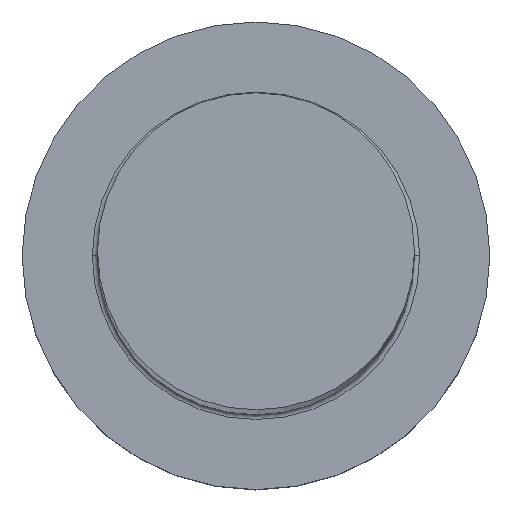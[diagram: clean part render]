
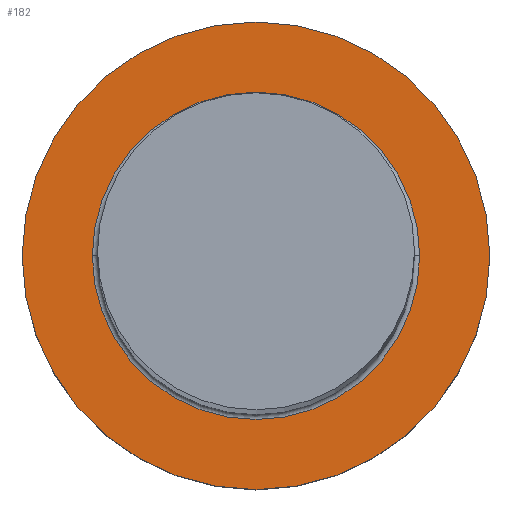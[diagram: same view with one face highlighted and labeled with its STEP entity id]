
A CAD part, top view. The second image highlights one B-rep face of the part: STEP entity #182.
In plain terms, the highlighted planar face has unit normal (0, 0, 1).
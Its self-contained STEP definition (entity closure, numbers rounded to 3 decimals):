
#9 = AXIS2_PLACEMENT_3D ( 'NONE', #227, #295, #272 ) ;
#10 = CARTESIAN_POINT ( 'NONE',  ( -6.3, 0., 7. ) ) ;
#23 = EDGE_LOOP ( 'NONE', ( #141, #118 ) ) ;
#29 = CARTESIAN_POINT ( 'NONE',  ( 0., 0., 7. ) ) ;
#30 = AXIS2_PLACEMENT_3D ( 'NONE', #62, #188, #302 ) ;
#33 = DIRECTION ( 'NONE',  ( 1., 0., 0. ) ) ;
#38 = AXIS2_PLACEMENT_3D ( 'NONE', #29, #124, #224 ) ;
#43 = ORIENTED_EDGE ( 'NONE', *, *, #155, .T. ) ;
#62 = CARTESIAN_POINT ( 'NONE',  ( 0., 0., 7. ) ) ;
#78 = CARTESIAN_POINT ( 'NONE',  ( -9., 0., 7. ) ) ;
#82 = CARTESIAN_POINT ( 'NONE',  ( 9., 0., 7. ) ) ;
#83 = DIRECTION ( 'NONE',  ( 0., 0., 1. ) ) ;
#94 = VERTEX_POINT ( 'NONE', #82 ) ;
#118 = ORIENTED_EDGE ( 'NONE', *, *, #304, .T. ) ;
#124 = DIRECTION ( 'NONE',  ( 0., 0., 1. ) ) ;
#130 = CARTESIAN_POINT ( 'NONE',  ( 0., 0., 7. ) ) ;
#141 = ORIENTED_EDGE ( 'NONE', *, *, #159, .T. ) ;
#144 = CIRCLE ( 'NONE', #30, 6.3 ) ;
#154 = FACE_OUTER_BOUND ( 'NONE', #239, .T. ) ;
#155 = EDGE_CURVE ( 'NONE', #195, #94, #288, .T. ) ;
#159 = EDGE_CURVE ( 'NONE', #285, #215, #190, .T. ) ;
#162 = CARTESIAN_POINT ( 'NONE',  ( 6.3, 0., 7. ) ) ;
#181 = FACE_BOUND ( 'NONE', #23, .T. ) ;
#182 = ADVANCED_FACE ( 'NONE', ( #181, #154 ), #248, .T. ) ;
#188 = DIRECTION ( 'NONE',  ( 0., 0., -1. ) ) ;
#190 = CIRCLE ( 'NONE', #9, 6.3 ) ;
#195 = VERTEX_POINT ( 'NONE', #78 ) ;
#199 = DIRECTION ( 'NONE',  ( 1., 0., 0. ) ) ;
#202 = AXIS2_PLACEMENT_3D ( 'NONE', #244, #249, #33 ) ;
#207 = EDGE_CURVE ( 'NONE', #94, #195, #283, .T. ) ;
#215 = VERTEX_POINT ( 'NONE', #10 ) ;
#224 = DIRECTION ( 'NONE',  ( 1., 0., 0. ) ) ;
#227 = CARTESIAN_POINT ( 'NONE',  ( 0., 0., 7. ) ) ;
#239 = EDGE_LOOP ( 'NONE', ( #43, #282 ) ) ;
#243 = AXIS2_PLACEMENT_3D ( 'NONE', #130, #83, #199 ) ;
#244 = CARTESIAN_POINT ( 'NONE',  ( 0., 0., 7. ) ) ;
#248 = PLANE ( 'NONE',  #202 ) ;
#249 = DIRECTION ( 'NONE',  ( 0., 0., 1. ) ) ;
#272 = DIRECTION ( 'NONE',  ( 1., 0., 0. ) ) ;
#282 = ORIENTED_EDGE ( 'NONE', *, *, #207, .T. ) ;
#283 = CIRCLE ( 'NONE', #38, 9. ) ;
#285 = VERTEX_POINT ( 'NONE', #162 ) ;
#288 = CIRCLE ( 'NONE', #243, 9. ) ;
#295 = DIRECTION ( 'NONE',  ( 0., 0., -1. ) ) ;
#302 = DIRECTION ( 'NONE',  ( 1., 0., 0. ) ) ;
#304 = EDGE_CURVE ( 'NONE', #215, #285, #144, .T. ) ;
